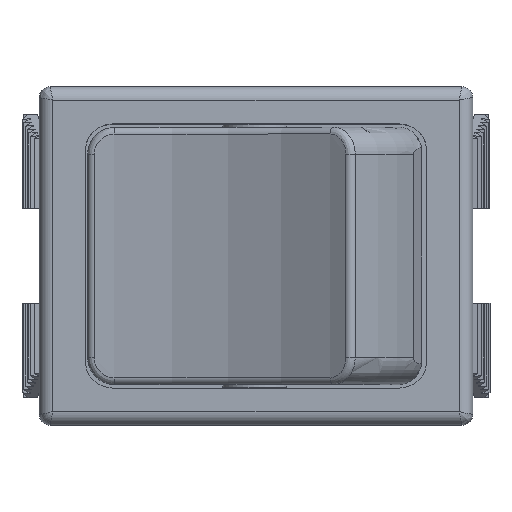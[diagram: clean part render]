
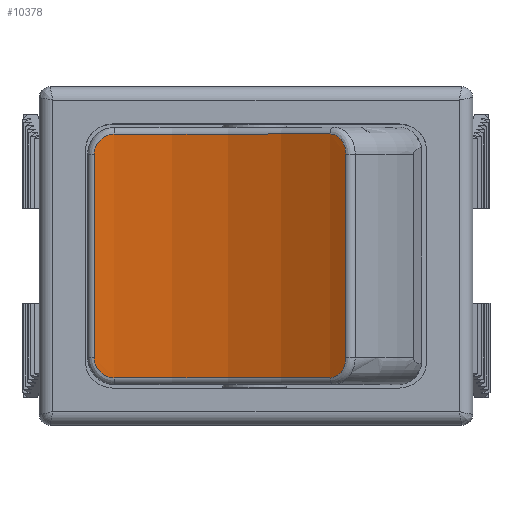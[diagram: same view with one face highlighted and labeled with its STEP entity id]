
A CAD part, top view. The second image highlights one B-rep face of the part: STEP entity #10378.
In plain terms, the highlighted cylindrical face has radius 30 mm (diameter 60 mm), a partial arc.
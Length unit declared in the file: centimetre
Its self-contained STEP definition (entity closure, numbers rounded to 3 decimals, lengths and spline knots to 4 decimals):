
#536=LINE('',#14755,#1825);
#537=LINE('',#14859,#1826);
#1825=VECTOR('',#11781,1.);
#1826=VECTOR('',#11796,1.);
#3116=CYLINDRICAL_SURFACE('',#10984,3.);
#3231=FACE_OUTER_BOUND('',#3810,.T.);
#3810=EDGE_LOOP('',(#7295,#7296,#7297,#7298,#7299,#7300,#7301,#7302));
#4418=B_SPLINE_CURVE_WITH_KNOTS('',3,(#14697,#14698,#14699,#14700,#14701),
 .UNSPECIFIED.,.F.,.F.,(4,1,4),(-0.2361,-0.1012,0.),
 .UNSPECIFIED.);
#4420=B_SPLINE_CURVE_WITH_KNOTS('',3,(#14738,#14739,#14740,#14741,#14742),
 .UNSPECIFIED.,.F.,.F.,(4,1,4),(-0.2361,-0.1349,0.),
 .UNSPECIFIED.);
#4423=B_SPLINE_CURVE_WITH_KNOTS('',3,(#14798,#14799,#14800,#14801,#14802),
 .UNSPECIFIED.,.F.,.F.,(4,1,4),(0.,0.1012,0.2361),
 .UNSPECIFIED.);
#4425=B_SPLINE_CURVE_WITH_KNOTS('',3,(#14853,#14854,#14855,#14856,#14857),
 .UNSPECIFIED.,.F.,.F.,(4,1,4),(1.891,1.9922,2.1271),
 .UNSPECIFIED.);
#4460=CIRCLE('',#10969,3.);
#4468=CIRCLE('',#10982,3.);
#4679=VERTEX_POINT('',#14694);
#4680=VERTEX_POINT('',#14696);
#4683=VERTEX_POINT('',#14735);
#4684=VERTEX_POINT('',#14737);
#4686=VERTEX_POINT('',#14751);
#4689=VERTEX_POINT('',#14758);
#4690=VERTEX_POINT('',#14760);
#4692=VERTEX_POINT('',#14790);
#5687=EDGE_CURVE('',#4679,#4680,#4418,.T.);
#5691=EDGE_CURVE('',#4683,#4684,#4420,.T.);
#5696=EDGE_CURVE('',#4684,#4686,#536,.T.);
#5698=EDGE_CURVE('',#4689,#4690,#4460,.T.);
#5703=EDGE_CURVE('',#4690,#4692,#4423,.T.);
#5705=EDGE_CURVE('',#4686,#4689,#4425,.T.);
#5706=EDGE_CURVE('',#4692,#4679,#537,.T.);
#5721=EDGE_CURVE('',#4680,#4683,#4468,.T.);
#7295=ORIENTED_EDGE('',*,*,#5687,.F.);
#7296=ORIENTED_EDGE('',*,*,#5706,.F.);
#7297=ORIENTED_EDGE('',*,*,#5703,.F.);
#7298=ORIENTED_EDGE('',*,*,#5698,.F.);
#7299=ORIENTED_EDGE('',*,*,#5705,.F.);
#7300=ORIENTED_EDGE('',*,*,#5696,.F.);
#7301=ORIENTED_EDGE('',*,*,#5691,.F.);
#7302=ORIENTED_EDGE('',*,*,#5721,.F.);
#10378=ADVANCED_FACE('',(#3231),#3116,.F.);
#10969=AXIS2_PLACEMENT_3D('',#14761,#11786,#11787);
#10982=AXIS2_PLACEMENT_3D('',#14940,#11815,#11816);
#10984=AXIS2_PLACEMENT_3D('',#14942,#11819,#11820);
#11781=DIRECTION('',(0.,-1.,0.));
#11786=DIRECTION('center_axis',(0.,1.,0.));
#11787=DIRECTION('ref_axis',(0.334,0.,-0.942));
#11796=DIRECTION('',(0.,1.,0.));
#11815=DIRECTION('center_axis',(0.,-1.,0.));
#11816=DIRECTION('ref_axis',(0.334,0.,-0.942));
#11819=DIRECTION('center_axis',(0.,-1.,0.));
#11820=DIRECTION('ref_axis',(0.942,0.,0.334));
#14694=CARTESIAN_POINT('',(-1.1944,0.75,0.2495));
#14696=CARTESIAN_POINT('',(-1.0464,0.9,0.2541));
#14697=CARTESIAN_POINT('Ctrl Pts',(-1.1944,0.75,
0.2495));
#14698=CARTESIAN_POINT('Ctrl Pts',(-1.1944,0.795,
0.2495));
#14699=CARTESIAN_POINT('Ctrl Pts',(-1.1571,0.8728,
0.2495));
#14700=CARTESIAN_POINT('Ctrl Pts',(-1.0795,0.9,
0.2522));
#14701=CARTESIAN_POINT('Ctrl Pts',(-1.0464,0.9,
0.2541));
#14735=CARTESIAN_POINT('',(0.5461,0.9,0.8193));
#14737=CARTESIAN_POINT('',(0.6638,0.75,0.909));
#14738=CARTESIAN_POINT('Ctrl Pts',(0.5461,0.9,
0.8193));
#14739=CARTESIAN_POINT('Ctrl Pts',(0.5729,0.9,
0.8387));
#14740=CARTESIAN_POINT('Ctrl Pts',(0.6349,0.8728,
0.8855));
#14741=CARTESIAN_POINT('Ctrl Pts',(0.6638,0.795,
0.909));
#14742=CARTESIAN_POINT('Ctrl Pts',(0.6638,0.75,
0.909));
#14751=CARTESIAN_POINT('',(0.6638,-0.75,0.909));
#14755=CARTESIAN_POINT('',(0.6638,0.96,0.909));
#14758=CARTESIAN_POINT('',(0.5461,-0.9,0.8193));
#14760=CARTESIAN_POINT('',(-1.0464,-0.9,0.2541));
#14761=CARTESIAN_POINT('Origin',(-1.213,-0.9,3.2495));
#14790=CARTESIAN_POINT('',(-1.1944,-0.75,0.2495));
#14798=CARTESIAN_POINT('Ctrl Pts',(-1.0464,-0.9,
0.2541));
#14799=CARTESIAN_POINT('Ctrl Pts',(-1.0795,-0.9,
0.2522));
#14800=CARTESIAN_POINT('Ctrl Pts',(-1.1571,-0.8728,
0.2495));
#14801=CARTESIAN_POINT('Ctrl Pts',(-1.1944,-0.795,
0.2495));
#14802=CARTESIAN_POINT('Ctrl Pts',(-1.1944,-0.75,
0.2495));
#14853=CARTESIAN_POINT('Ctrl Pts',(0.6638,-0.75,
0.909));
#14854=CARTESIAN_POINT('Ctrl Pts',(0.6638,-0.7837,
0.909));
#14855=CARTESIAN_POINT('Ctrl Pts',(0.6427,-0.8625,
0.8918));
#14856=CARTESIAN_POINT('Ctrl Pts',(0.5819,-0.9,0.8452));
#14857=CARTESIAN_POINT('Ctrl Pts',(0.5461,-0.9,0.8193));
#14859=CARTESIAN_POINT('',(-1.1944,0.96,0.2495));
#14940=CARTESIAN_POINT('Origin',(-1.213,0.9,3.2495));
#14942=CARTESIAN_POINT('Origin',(-1.213,0.96,3.2495));
